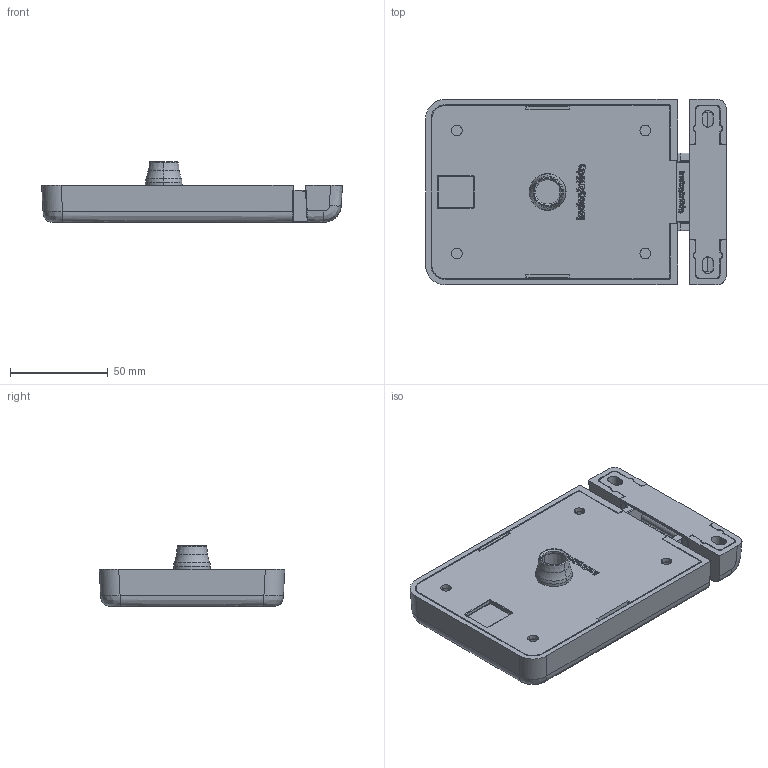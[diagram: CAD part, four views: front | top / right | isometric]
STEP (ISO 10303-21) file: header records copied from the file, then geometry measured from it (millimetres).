
FILE_DESCRIPTION (( 'STEP AP214' ), '1' );
FILE_NAME ('hinge.STEP', '2025-03-14T14:50:35', ( '' ), ( '' ), 'SwSTEP 2.0', 'SolidWorks 2023', '' );
FILE_SCHEMA (( 'AUTOMOTIVE_DESIGN' ));
Length unit declared in the file: millimetre
Products named in the file (9): 00197522; 00198229; 00197560; 00175552; 00197984; 00197565; 00200140; 00197572; hinge
Assembly tree (11 placements, depth 3):
  hinge
    00200140
      00197984
      00197522
      00175552
      00197560
      00197565
      00197572
      00198229  x4
Bounding box: 153.98 x 95 x 31 mm (x, y, z)
Volume: 113367.7 mm3; surface area: 92424.3 mm2
Topology: 10 solids, 10 shells, 1601 faces, 3761 edges, 2214 vertices
Faces by surface type: bspline 424, plane 408, cylinder 342, torus 165, cone 135, sphere 127
Entity records: 58174 total; most frequent: CARTESIAN_POINT 25467, ORIENTED_EDGE 7338, DIRECTION 6114, EDGE_CURVE 3669, AXIS2_PLACEMENT_3D 2353, VERTEX_POINT 2164, EDGE_LOOP 1623, ADVANCED_FACE 1556
